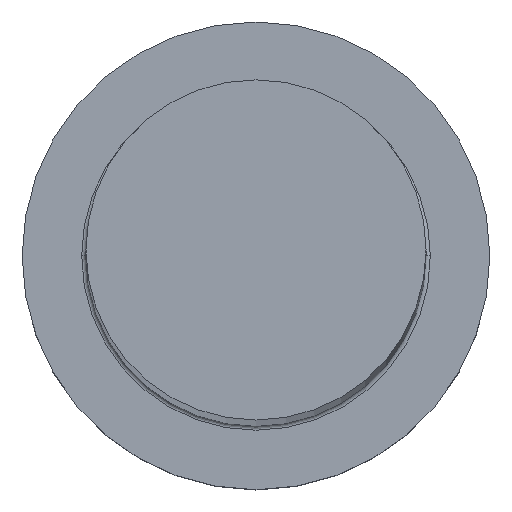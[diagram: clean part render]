
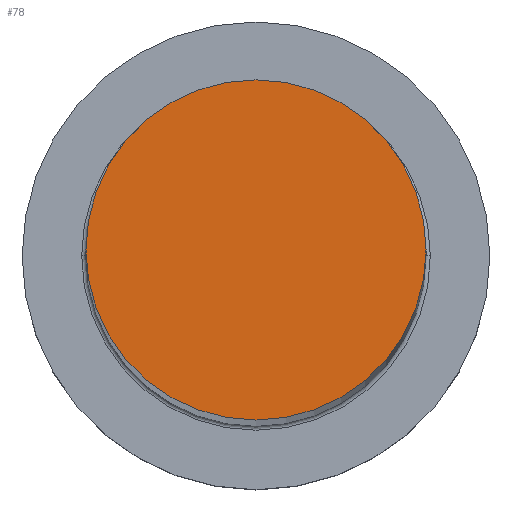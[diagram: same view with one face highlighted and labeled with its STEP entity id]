
A CAD part, top view. The second image highlights one B-rep face of the part: STEP entity #78.
In plain terms, the highlighted planar face has unit normal (0, 0, 1).
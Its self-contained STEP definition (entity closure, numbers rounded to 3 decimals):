
#2 = VERTEX_POINT ( 'NONE', #128 ) ;
#8 = CIRCLE ( 'NONE', #126, 8. ) ;
#28 = AXIS2_PLACEMENT_3D ( 'NONE', #158, #224, #42 ) ;
#30 = VERTEX_POINT ( 'NONE', #228 ) ;
#42 = DIRECTION ( 'NONE',  ( 1., 0., 0. ) ) ;
#52 = EDGE_CURVE ( 'NONE', #2, #30, #8, .T. ) ;
#59 = AXIS2_PLACEMENT_3D ( 'NONE', #145, #256, #281 ) ;
#60 = EDGE_LOOP ( 'NONE', ( #266, #260 ) ) ;
#78 = ADVANCED_FACE ( 'NONE', ( #163 ), #229, .T. ) ;
#91 = DIRECTION ( 'NONE',  ( 0., 0., 1. ) ) ;
#126 = AXIS2_PLACEMENT_3D ( 'NONE', #136, #91, #186 ) ;
#128 = CARTESIAN_POINT ( 'NONE',  ( 8., 0., 167. ) ) ;
#136 = CARTESIAN_POINT ( 'NONE',  ( 0., 0., 167. ) ) ;
#145 = CARTESIAN_POINT ( 'NONE',  ( 0., 0., 167. ) ) ;
#158 = CARTESIAN_POINT ( 'NONE',  ( 0., 0., 167. ) ) ;
#163 = FACE_OUTER_BOUND ( 'NONE', #60, .T. ) ;
#182 = CIRCLE ( 'NONE', #59, 8. ) ;
#186 = DIRECTION ( 'NONE',  ( 1., 0., 0. ) ) ;
#224 = DIRECTION ( 'NONE',  ( 0., 0., 1. ) ) ;
#228 = CARTESIAN_POINT ( 'NONE',  ( -8., 0., 167. ) ) ;
#229 = PLANE ( 'NONE',  #28 ) ;
#256 = DIRECTION ( 'NONE',  ( 0., 0., 1. ) ) ;
#260 = ORIENTED_EDGE ( 'NONE', *, *, #52, .T. ) ;
#265 = EDGE_CURVE ( 'NONE', #30, #2, #182, .T. ) ;
#266 = ORIENTED_EDGE ( 'NONE', *, *, #265, .T. ) ;
#281 = DIRECTION ( 'NONE',  ( 1., 0., 0. ) ) ;
